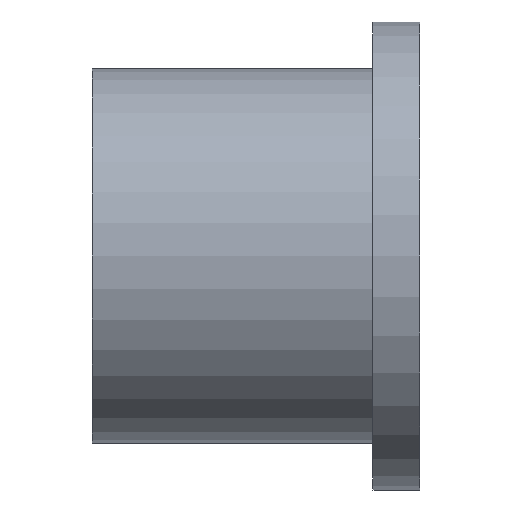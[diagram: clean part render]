
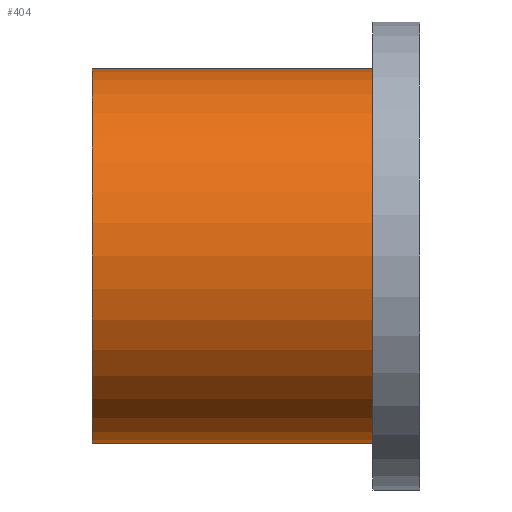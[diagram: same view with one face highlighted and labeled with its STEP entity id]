
A CAD part, left-side view. The second image highlights one B-rep face of the part: STEP entity #404.
In plain terms, the highlighted cylindrical face has radius 4 mm (diameter 8 mm), a partial arc.
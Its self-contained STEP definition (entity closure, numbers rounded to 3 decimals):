
#1 = CARTESIAN_POINT ( 'NONE',  ( 0., -14.142, 0. ) ) ;
#35 = CARTESIAN_POINT ( 'NONE',  ( 0., -14.142, -4. ) ) ;
#39 = EDGE_CURVE ( 'NONE', #256, #145, #203, .T. ) ;
#49 = VECTOR ( 'NONE', #171, 1000. ) ;
#57 = CARTESIAN_POINT ( 'NONE',  ( 0., -14.142, 4. ) ) ;
#64 = CIRCLE ( 'NONE', #221, 4. ) ;
#65 = CARTESIAN_POINT ( 'NONE',  ( 0., 7., 0. ) ) ;
#76 = CARTESIAN_POINT ( 'NONE',  ( 0., 1., 4. ) ) ;
#87 = CARTESIAN_POINT ( 'NONE',  ( 0., 1., -4. ) ) ;
#105 = EDGE_CURVE ( 'NONE', #321, #256, #344, .T. ) ;
#127 = AXIS2_PLACEMENT_3D ( 'NONE', #65, #278, #308 ) ;
#145 = VERTEX_POINT ( 'NONE', #183 ) ;
#163 = DIRECTION ( 'NONE',  ( 0., 1., 0. ) ) ;
#171 = DIRECTION ( 'NONE',  ( 0., 1., 0. ) ) ;
#183 = CARTESIAN_POINT ( 'NONE',  ( 0., 7., 4. ) ) ;
#189 = VERTEX_POINT ( 'NONE', #76 ) ;
#203 = CIRCLE ( 'NONE', #127, 4. ) ;
#209 = ORIENTED_EDGE ( 'NONE', *, *, #401, .T. ) ;
#211 = DIRECTION ( 'NONE',  ( 0., 0., 1. ) ) ;
#221 = AXIS2_PLACEMENT_3D ( 'NONE', #420, #411, #211 ) ;
#237 = EDGE_CURVE ( 'NONE', #189, #321, #64, .T. ) ;
#244 = ORIENTED_EDGE ( 'NONE', *, *, #39, .F. ) ;
#256 = VERTEX_POINT ( 'NONE', #323 ) ;
#267 = DIRECTION ( 'NONE',  ( 0., 1., 0. ) ) ;
#273 = VECTOR ( 'NONE', #163, 1000. ) ;
#278 = DIRECTION ( 'NONE',  ( 0., 1., 0. ) ) ;
#283 = ORIENTED_EDGE ( 'NONE', *, *, #105, .F. ) ;
#285 = EDGE_LOOP ( 'NONE', ( #283, #393, #209, #244 ) ) ;
#308 = DIRECTION ( 'NONE',  ( 0., 0., 1. ) ) ;
#321 = VERTEX_POINT ( 'NONE', #87 ) ;
#323 = CARTESIAN_POINT ( 'NONE',  ( 0., 7., -4. ) ) ;
#328 = FACE_OUTER_BOUND ( 'NONE', #285, .T. ) ;
#344 = LINE ( 'NONE', #35, #49 ) ;
#364 = CYLINDRICAL_SURFACE ( 'NONE', #409, 4. ) ;
#368 = LINE ( 'NONE', #57, #273 ) ;
#372 = DIRECTION ( 'NONE',  ( 0., 0., 1. ) ) ;
#393 = ORIENTED_EDGE ( 'NONE', *, *, #237, .F. ) ;
#401 = EDGE_CURVE ( 'NONE', #189, #145, #368, .T. ) ;
#404 = ADVANCED_FACE ( 'NONE', ( #328 ), #364, .T. ) ;
#409 = AXIS2_PLACEMENT_3D ( 'NONE', #1, #267, #372 ) ;
#411 = DIRECTION ( 'NONE',  ( 0., -1., 0. ) ) ;
#420 = CARTESIAN_POINT ( 'NONE',  ( 0., 1., 0. ) ) ;
